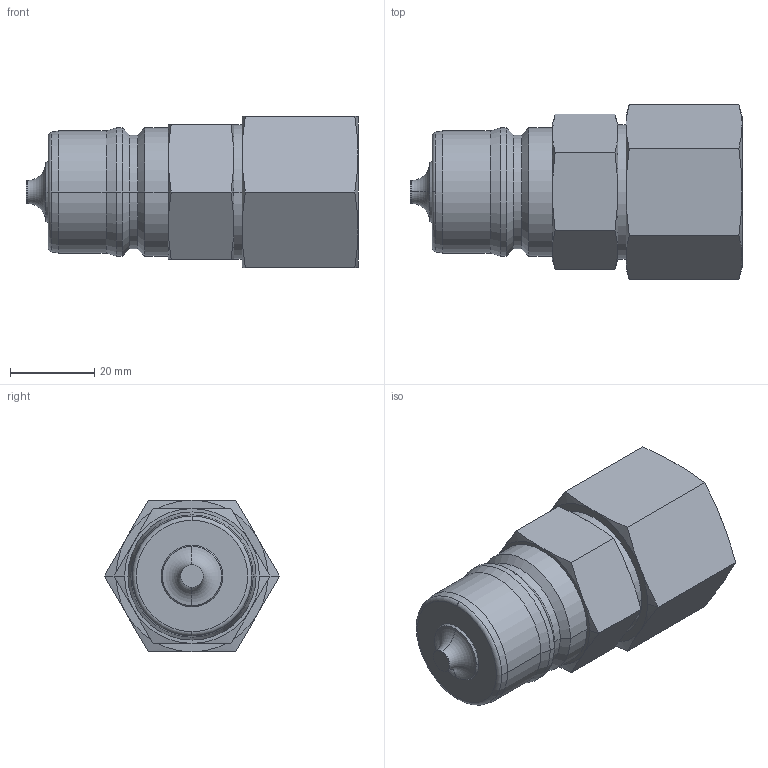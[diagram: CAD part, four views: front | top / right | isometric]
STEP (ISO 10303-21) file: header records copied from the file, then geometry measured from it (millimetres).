
FILE_DESCRIPTION( ( '' ), '1' );
FILE_NAME( '45202600.stp', '2012-08-14T13:00:11', ( '' ), ( '' ), ' ', ' ', ' ' );
FILE_SCHEMA( ( 'CONFIG_CONTROL_DESIGN' ) );
Length unit declared in the file: millimetre
Products named in the file (1): 1
Bounding box: 78.79 x 41.57 x 36 mm (x, y, z)
Volume: 53971.5 mm3; surface area: 12067.3 mm2
Topology: 1 solids, 1 shells, 82 faces, 177 edges, 101 vertices
Faces by surface type: cone 46, plane 18, cylinder 14, torus 4
Entity records: 2190 total; most frequent: CARTESIAN_POINT 457, DIRECTION 376, ORIENTED_EDGE 354, EDGE_CURVE 177, AXIS2_PLACEMENT_3D 164, VERTEX_POINT 101, EDGE_LOOP 86, ADVANCED_FACE 82
